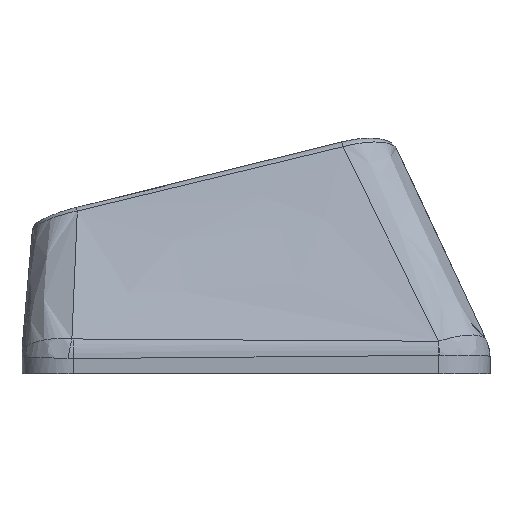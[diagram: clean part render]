
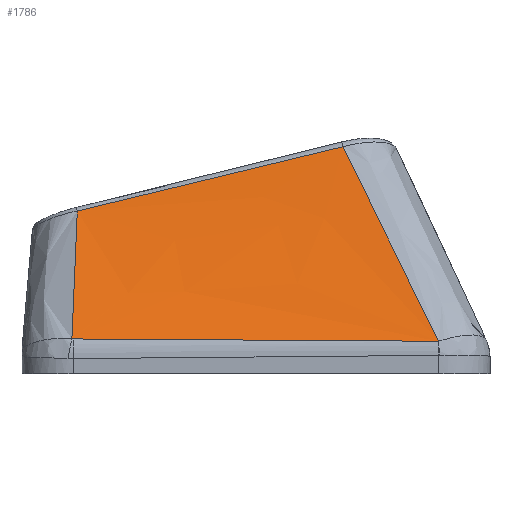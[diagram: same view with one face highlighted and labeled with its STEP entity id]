
A CAD part, left-side view. The second image highlights one B-rep face of the part: STEP entity #1786.
In plain terms, the highlighted free-form (B-spline) face has degree [3, 3] with [4, 4] control points.
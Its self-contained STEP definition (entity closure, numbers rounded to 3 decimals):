
#242=FACE_OUTER_BOUND('',#337,.T.);
#337=EDGE_LOOP('',(#1381,#1382,#1383,#1384,#1385,#1386));
#516=B_SPLINE_CURVE_WITH_KNOTS('',3,(#3837,#3838,#3839,#3840),
 .UNSPECIFIED.,.F.,.F.,(4,4),(0.,0.001),.UNSPECIFIED.);
#518=B_SPLINE_CURVE_WITH_KNOTS('',3,(#3864,#3865,#3866,#3867),
 .UNSPECIFIED.,.F.,.F.,(4,4),(0.,1.416),.UNSPECIFIED.);
#520=B_SPLINE_CURVE_WITH_KNOTS('',3,(#3891,#3892,#3893,#3894),
 .UNSPECIFIED.,.F.,.F.,(4,4),(0.,0.005),
 .UNSPECIFIED.);
#535=B_SPLINE_CURVE_WITH_KNOTS('',3,(#4170,#4171,#4172,#4173),
 .UNSPECIFIED.,.F.,.F.,(4,4),(0.03,0.922),
 .UNSPECIFIED.);
#536=B_SPLINE_CURVE_WITH_KNOTS('',3,(#4175,#4176,#4177,#4178),
 .UNSPECIFIED.,.F.,.F.,(4,4),(-1.06,0.),
 .UNSPECIFIED.);
#537=B_SPLINE_CURVE_WITH_KNOTS('',3,(#4179,#4180,#4181,#4182),
 .UNSPECIFIED.,.F.,.F.,(4,4),(-0.6,-0.022),
 .UNSPECIFIED.);
#717=VERTEX_POINT('',#3799);
#719=VERTEX_POINT('',#3830);
#721=VERTEX_POINT('',#3857);
#723=VERTEX_POINT('',#3884);
#739=VERTEX_POINT('',#4169);
#740=VERTEX_POINT('',#4174);
#947=EDGE_CURVE('',#717,#719,#516,.T.);
#950=EDGE_CURVE('',#719,#721,#518,.T.);
#953=EDGE_CURVE('',#721,#723,#520,.T.);
#977=EDGE_CURVE('',#739,#717,#535,.T.);
#978=EDGE_CURVE('',#740,#739,#536,.T.);
#979=EDGE_CURVE('',#723,#740,#537,.T.);
#1381=ORIENTED_EDGE('',*,*,#953,.F.);
#1382=ORIENTED_EDGE('',*,*,#950,.F.);
#1383=ORIENTED_EDGE('',*,*,#947,.F.);
#1384=ORIENTED_EDGE('',*,*,#977,.F.);
#1385=ORIENTED_EDGE('',*,*,#978,.F.);
#1386=ORIENTED_EDGE('',*,*,#979,.F.);
#1724=B_SPLINE_SURFACE_WITH_KNOTS('',3,3,((#4153,#4154,#4155,#4156),(#4157,
#4158,#4159,#4160),(#4161,#4162,#4163,#4164),(#4165,#4166,#4167,#4168)),
 .UNSPECIFIED.,.F.,.F.,.F.,(4,4),(4,4),(0.103,0.893),
(0.032,0.968),.UNSPECIFIED.);
#1786=ADVANCED_FACE('',(#242),#1724,.T.);
#3799=CARTESIAN_POINT('',(-11.358,-7.087,0.264));
#3830=CARTESIAN_POINT('',(-11.358,-7.077,0.264));
#3837=CARTESIAN_POINT('Ctrl Pts',(-11.358,-7.087,0.264));
#3838=CARTESIAN_POINT('Ctrl Pts',(-11.358,-7.083,0.264));
#3839=CARTESIAN_POINT('Ctrl Pts',(-11.358,-7.08,0.264));
#3840=CARTESIAN_POINT('Ctrl Pts',(-11.358,-7.077,0.264));
#3857=CARTESIAN_POINT('',(-11.253,7.09,0.353));
#3864=CARTESIAN_POINT('Ctrl Pts',(-11.358,-7.077,0.264));
#3865=CARTESIAN_POINT('Ctrl Pts',(-11.337,-2.356,0.287));
#3866=CARTESIAN_POINT('Ctrl Pts',(-11.31,2.366,0.316));
#3867=CARTESIAN_POINT('Ctrl Pts',(-11.253,7.09,0.353));
#3884=CARTESIAN_POINT('',(-11.25,7.144,0.358));
#3891=CARTESIAN_POINT('Ctrl Pts',(-11.253,7.09,0.353));
#3892=CARTESIAN_POINT('Ctrl Pts',(-11.253,7.108,0.353));
#3893=CARTESIAN_POINT('Ctrl Pts',(-11.252,7.126,0.355));
#3894=CARTESIAN_POINT('Ctrl Pts',(-11.25,7.144,0.358));
#4153=CARTESIAN_POINT('Ctrl Pts',(-8.343,-3.781,7.908));
#4154=CARTESIAN_POINT('Ctrl Pts',(-9.348,-4.883,5.36));
#4155=CARTESIAN_POINT('Ctrl Pts',(-10.353,-5.985,2.812));
#4156=CARTESIAN_POINT('Ctrl Pts',(-11.358,-7.087,0.264));
#4157=CARTESIAN_POINT('Ctrl Pts',(-8.343,-0.13,
7.03));
#4158=CARTESIAN_POINT('Ctrl Pts',(-9.348,-0.868,
4.765));
#4159=CARTESIAN_POINT('Ctrl Pts',(-10.353,-1.606,2.5));
#4160=CARTESIAN_POINT('Ctrl Pts',(-11.358,-2.344,0.235));
#4161=CARTESIAN_POINT('Ctrl Pts',(-8.343,3.52,6.151));
#4162=CARTESIAN_POINT('Ctrl Pts',(-9.348,3.146,4.169));
#4163=CARTESIAN_POINT('Ctrl Pts',(-10.353,2.773,2.187));
#4164=CARTESIAN_POINT('Ctrl Pts',(-11.358,2.399,0.205));
#4165=CARTESIAN_POINT('Ctrl Pts',(-8.343,7.17,5.273));
#4166=CARTESIAN_POINT('Ctrl Pts',(-9.348,7.161,3.574));
#4167=CARTESIAN_POINT('Ctrl Pts',(-10.353,7.152,1.875));
#4168=CARTESIAN_POINT('Ctrl Pts',(-11.358,7.143,0.176));
#4169=CARTESIAN_POINT('',(-8.343,-3.37,7.809));
#4170=CARTESIAN_POINT('Ctrl Pts',(-8.343,-3.37,7.809));
#4171=CARTESIAN_POINT('Ctrl Pts',(-9.361,-4.619,5.302));
#4172=CARTESIAN_POINT('Ctrl Pts',(-10.363,-5.856,2.785));
#4173=CARTESIAN_POINT('Ctrl Pts',(-11.358,-7.087,0.264));
#4174=CARTESIAN_POINT('',(-8.349,6.935,5.318));
#4175=CARTESIAN_POINT('Ctrl Pts',(-8.349,6.935,5.318));
#4176=CARTESIAN_POINT('Ctrl Pts',(-8.348,3.499,6.144));
#4177=CARTESIAN_POINT('Ctrl Pts',(-8.345,0.064,
6.976));
#4178=CARTESIAN_POINT('Ctrl Pts',(-8.343,-3.37,7.809));
#4179=CARTESIAN_POINT('Ctrl Pts',(-11.25,7.144,0.358));
#4180=CARTESIAN_POINT('Ctrl Pts',(-10.275,7.059,2.008));
#4181=CARTESIAN_POINT('Ctrl Pts',(-9.307,6.987,3.661));
#4182=CARTESIAN_POINT('Ctrl Pts',(-8.349,6.935,5.318));
